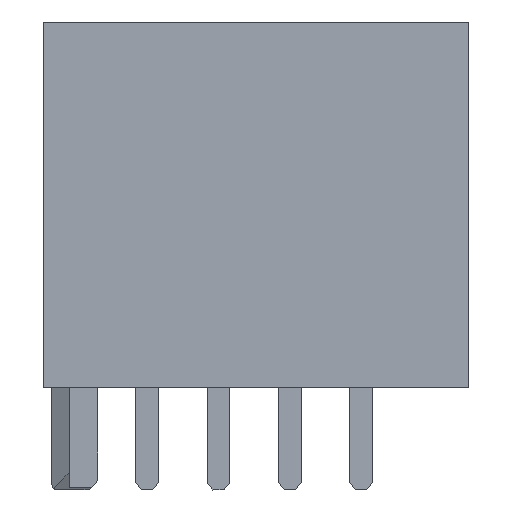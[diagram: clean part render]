
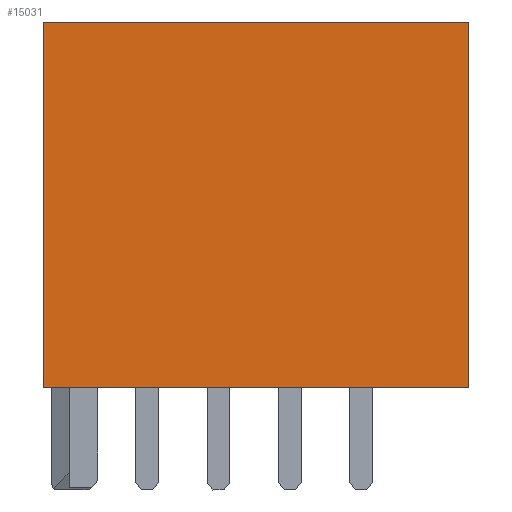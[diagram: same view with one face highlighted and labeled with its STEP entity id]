
A CAD part, left-side view. The second image highlights one B-rep face of the part: STEP entity #15031.
In plain terms, the highlighted face is planar.
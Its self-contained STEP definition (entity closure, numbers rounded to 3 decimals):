
#1470=ORIENTED_EDGE('',*,*,#5710,.F.);
#1471=ORIENTED_EDGE('',*,*,#5374,.F.);
#1472=ORIENTED_EDGE('',*,*,#5711,.F.);
#1473=ORIENTED_EDGE('',*,*,#5712,.F.);
#5374=EDGE_CURVE('',#7523,#7524,#9021,.T.);
#5710=EDGE_CURVE('',#7524,#7758,#9357,.T.);
#5711=EDGE_CURVE('',#7759,#7523,#9358,.T.);
#5712=EDGE_CURVE('',#7758,#7759,#9359,.T.);
#7523=VERTEX_POINT('',#21853);
#7524=VERTEX_POINT('',#21855);
#7758=VERTEX_POINT('',#22467);
#7759=VERTEX_POINT('',#22469);
#9021=LINE('',#21854,#11168);
#9357=LINE('',#22466,#11504);
#9358=LINE('',#22468,#11505);
#9359=LINE('',#22470,#11506);
#11168=VECTOR('',#17444,1000.);
#11504=VECTOR('',#17864,1000.);
#11505=VECTOR('',#17865,1000.);
#11506=VECTOR('',#17866,1000.);
#12745=EDGE_LOOP('',(#1470,#1471,#1472,#1473));
#13542=FACE_BOUND('',#12745,.T.);
#14313=PLANE('',#15837);
#15031=ADVANCED_FACE('',(#13542),#14313,.F.);
#15837=AXIS2_PLACEMENT_3D('',#22465,#17862,#17863);
#17444=DIRECTION('',(1.,0.,0.));
#17862=DIRECTION('',(0.,1.,0.));
#17863=DIRECTION('',(0.,0.,1.));
#17864=DIRECTION('',(0.,0.,-1.));
#17865=DIRECTION('',(0.,0.,1.));
#17866=DIRECTION('',(-1.,0.,0.));
#21853=CARTESIAN_POINT('',(-7.45,0.,6.4));
#21854=CARTESIAN_POINT('',(-7.45,0.,6.4));
#21855=CARTESIAN_POINT('',(7.45,0.,6.4));
#22465=CARTESIAN_POINT('',(0.,0.,0.));
#22466=CARTESIAN_POINT('',(7.45,0.,6.4));
#22467=CARTESIAN_POINT('',(7.45,0.,-6.4));
#22468=CARTESIAN_POINT('',(-7.45,0.,-6.4));
#22469=CARTESIAN_POINT('',(-7.45,0.,-6.4));
#22470=CARTESIAN_POINT('',(7.45,0.,-6.4));
